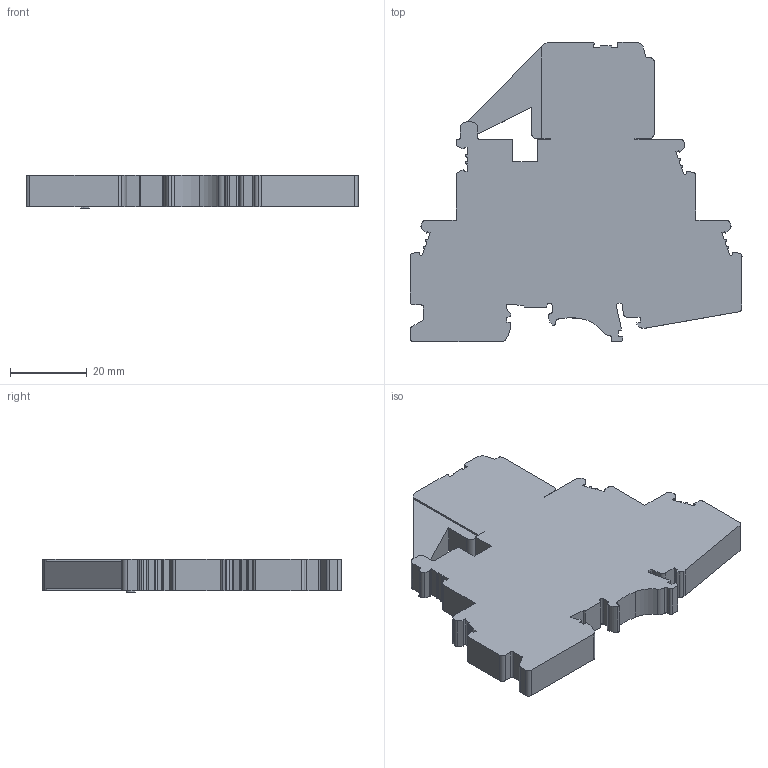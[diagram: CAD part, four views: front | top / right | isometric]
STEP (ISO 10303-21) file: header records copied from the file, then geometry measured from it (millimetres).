
FILE_DESCRIPTION(('SolidDesigner STEP Export'),'2;1');
FILE_NAME('0711629_ukk5_hesila_250_5x20-select.stp','2007-08-20T12:17:47',(''),(''),'OneSpace Designer STEP processor for AP214 (Solid Model)','OneSpace Designer 14.50 18-Oct-2006 (C) CoCreate Software GmbH','');
FILE_SCHEMA(('AUTOMOTIVE_DESIGN { 1 0 10303 214 1 1 1 1 }'));
Length unit declared in the file: millimetre
Products named in the file (2): 0711629_ukk5_hesila_250_5x20-select
Assembly tree (1 placements, depth 2):
  0711629_ukk5_hesila_250_5x20-select
    0711629_ukk5_hesila_250_5x20-select
Bounding box: 86.55 x 78 x 8.62 mm (x, y, z)
Volume: 35973.6 mm3; surface area: 12683.2 mm2
Topology: 1 solids, 1 shells, 262 faces, 771 edges, 514 vertices
Faces by surface type: plane 149, cylinder 113
Entity records: 10440 total; most frequent: ORIENTED_EDGE 1542, CARTESIAN_POINT 1460, DIRECTION 1350, EDGE_CURVE 771, VECTOR 542, LINE 542, VERTEX_POINT 514, AXIS2_PLACEMENT_3D 404
